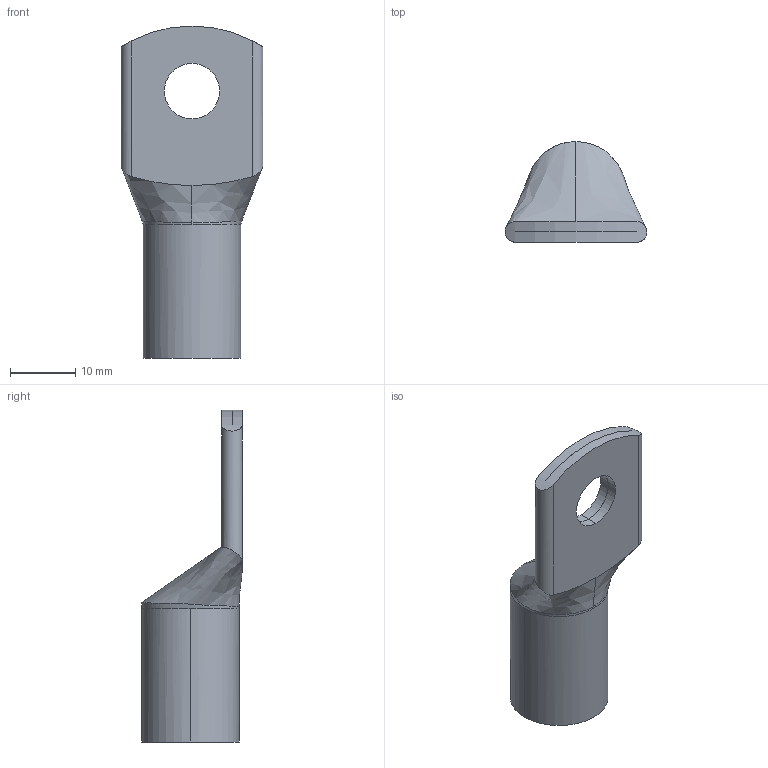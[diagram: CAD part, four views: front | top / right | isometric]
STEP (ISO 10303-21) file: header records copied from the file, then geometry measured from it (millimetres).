
FILE_DESCRIPTION (( 'STEP AP203' ), '1' );
FILE_NAME ('019371.STEP', '2024-10-21T08:40:27', ( '' ), ( '' ), 'SwSTEP 2.0', 'SolidWorks 2022', '' );
FILE_SCHEMA (( 'CONFIG_CONTROL_DESIGN' ));
Length unit declared in the file: millimetre
Products named in the file (1): 019371
Bounding box: 21.8 x 15.5 x 51 mm (x, y, z)
Volume: 3215.7 mm3; surface area: 4353.3 mm2
Topology: 1 solids, 1 shells, 32 faces, 80 edges, 52 vertices
Faces by surface type: cylinder 15, plane 7, bspline 6, cone 4
Entity records: 2628 total; most frequent: CARTESIAN_POINT 1811, ORIENTED_EDGE 160, DIRECTION 140, EDGE_CURVE 80, AXIS2_PLACEMENT_3D 56, VERTEX_POINT 52, EDGE_LOOP 38, FACE_OUTER_BOUND 32
